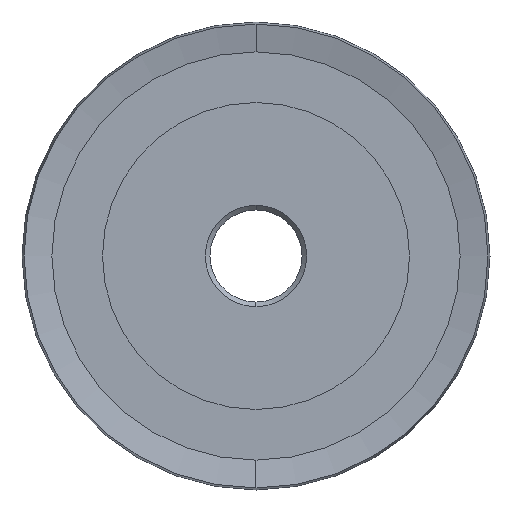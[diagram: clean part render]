
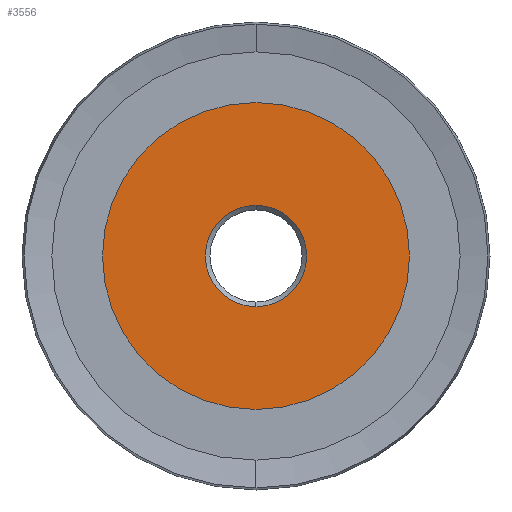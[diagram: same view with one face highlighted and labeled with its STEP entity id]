
A CAD part, left-side view. The second image highlights one B-rep face of the part: STEP entity #3556.
In plain terms, the highlighted planar face has unit normal (-1, 0, 0).
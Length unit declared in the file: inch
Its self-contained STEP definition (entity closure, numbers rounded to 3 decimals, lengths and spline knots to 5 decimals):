
#7 = CIRCLE ( 'NONE', #4737, 0.20625 ) ;
#113 = DIRECTION ( 'NONE',  ( 0., 0., 1. ) ) ;
#200 = AXIS2_PLACEMENT_3D ( 'NONE', #5863, #2921, #113 ) ;
#287 = DIRECTION ( 'NONE',  ( 0., 0., 1. ) ) ;
#689 = CARTESIAN_POINT ( 'NONE',  ( 0., 0., 0.20625 ) ) ;
#692 = EDGE_CURVE ( 'NONE', #721, #4308, #4301, .T. ) ;
#721 = VERTEX_POINT ( 'NONE', #5355 ) ;
#749 = ORIENTED_EDGE ( 'NONE', *, *, #3732, .T. ) ;
#767 = CARTESIAN_POINT ( 'NONE',  ( 0., 0., -0.625 ) ) ;
#1146 = PLANE ( 'NONE',  #2974 ) ;
#1233 = CARTESIAN_POINT ( 'NONE',  ( 0., 0., 0.625 ) ) ;
#1322 = DIRECTION ( 'NONE',  ( -1., 0., 0. ) ) ;
#1367 = ORIENTED_EDGE ( 'NONE', *, *, #692, .T. ) ;
#1416 = DIRECTION ( 'NONE',  ( 1., 0., 0. ) ) ;
#2066 = EDGE_CURVE ( 'NONE', #4308, #721, #7, .T. ) ;
#2151 = CARTESIAN_POINT ( 'NONE',  ( 0., 0., 0. ) ) ;
#2199 = CIRCLE ( 'NONE', #2760, 0.625 ) ;
#2613 = DIRECTION ( 'NONE',  ( 0., 0., 1. ) ) ;
#2654 = ORIENTED_EDGE ( 'NONE', *, *, #2066, .T. ) ;
#2684 = EDGE_CURVE ( 'NONE', #4441, #2747, #5779, .T. ) ;
#2747 = VERTEX_POINT ( 'NONE', #767 ) ;
#2760 = AXIS2_PLACEMENT_3D ( 'NONE', #4202, #1322, #4697 ) ;
#2921 = DIRECTION ( 'NONE',  ( 1., 0., 0. ) ) ;
#2974 = AXIS2_PLACEMENT_3D ( 'NONE', #4506, #3112, #287 ) ;
#3067 = EDGE_LOOP ( 'NONE', ( #749, #5898 ) ) ;
#3112 = DIRECTION ( 'NONE',  ( -1., 0., 0. ) ) ;
#3556 = ADVANCED_FACE ( 'NONE', ( #5402, #4423 ), #1146, .T. ) ;
#3732 = EDGE_CURVE ( 'NONE', #2747, #4441, #2199, .T. ) ;
#4159 = AXIS2_PLACEMENT_3D ( 'NONE', #2151, #5550, #2613 ) ;
#4202 = CARTESIAN_POINT ( 'NONE',  ( 0., 0., 0. ) ) ;
#4289 = CARTESIAN_POINT ( 'NONE',  ( 0., 0., 0. ) ) ;
#4301 = CIRCLE ( 'NONE', #200, 0.20625 ) ;
#4308 = VERTEX_POINT ( 'NONE', #689 ) ;
#4423 = FACE_OUTER_BOUND ( 'NONE', #3067, .T. ) ;
#4441 = VERTEX_POINT ( 'NONE', #1233 ) ;
#4506 = CARTESIAN_POINT ( 'NONE',  ( 0., 0., 0. ) ) ;
#4697 = DIRECTION ( 'NONE',  ( 0., 0., 1. ) ) ;
#4737 = AXIS2_PLACEMENT_3D ( 'NONE', #4289, #1416, #4878 ) ;
#4878 = DIRECTION ( 'NONE',  ( 0., 0., 1. ) ) ;
#5355 = CARTESIAN_POINT ( 'NONE',  ( 0., 0., -0.20625 ) ) ;
#5402 = FACE_BOUND ( 'NONE', #5575, .T. ) ;
#5550 = DIRECTION ( 'NONE',  ( -1., 0., 0. ) ) ;
#5575 = EDGE_LOOP ( 'NONE', ( #2654, #1367 ) ) ;
#5779 = CIRCLE ( 'NONE', #4159, 0.625 ) ;
#5863 = CARTESIAN_POINT ( 'NONE',  ( 0., 0., 0. ) ) ;
#5898 = ORIENTED_EDGE ( 'NONE', *, *, #2684, .T. ) ;
